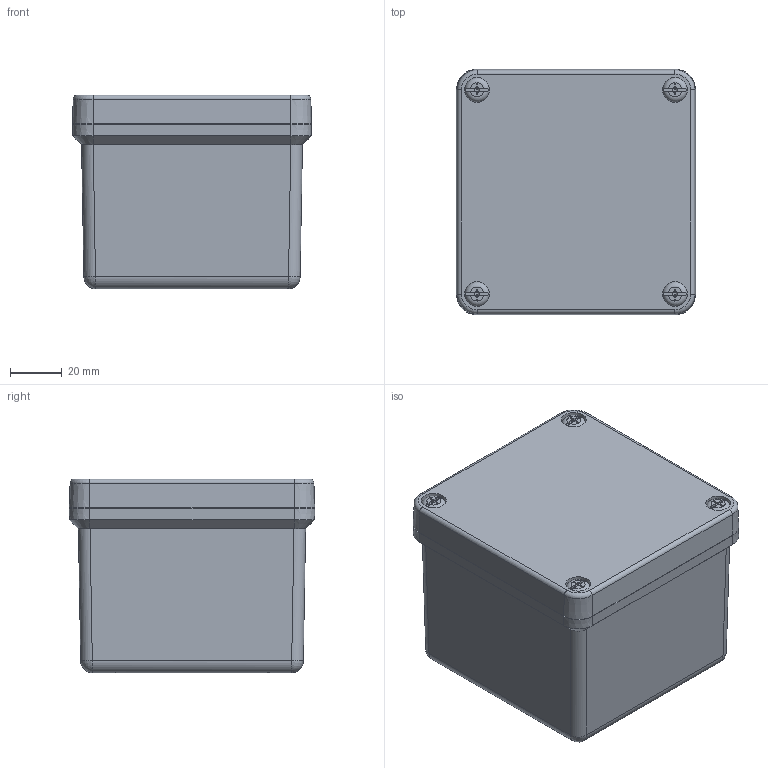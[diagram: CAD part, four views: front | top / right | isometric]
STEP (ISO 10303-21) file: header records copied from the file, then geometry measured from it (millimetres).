
FILE_DESCRIPTION(/* description */ (''),/* implementation_level */ '2;1');
FILE_NAME(/* name */ 'HW-N4X332.stp',/* time_stamp */ '2014-03-12T09:15:24-05:00',/* author */ ('tburkle'),/* organization */ (''),/* preprocessor_version */ 'ST-DEVELOPER v15.2',/* originating_system */ 'Autodesk Inventor 2014',/* authorisation */ '');
FILE_SCHEMA (('AUTOMOTIVE_DESIGN { 1 0 10303 214 3 1 1 }'));
Length unit declared in the file: inch
Products named in the file (7): WPCF332 BOX; 10-24 X 0.4375 DP BRASS INSERT; WPCF332 CVR; WPCF332 GASKET; WPN332U; 10-24x0.75 DP combo screw; CF332_STP
Bounding box: 92.08 x 94.52 x 74.63 mm (x, y, z)
Volume: 176761.2 mm3; surface area: 95747.4 mm2
Topology: 11 solids, 11 shells, 353 faces, 888 edges, 568 vertices
Faces by surface type: plane 153, cylinder 108, cone 40, torus 40, bspline 12
Full cylindrical faces by diameter (mm): 3.683 x4, 4.496 x4, 4.826 x4, 5.537 x4, 5.556 x8, 9.423 x4, 9.525 x4
Entity records: 8761 total; most frequent: CARTESIAN_POINT 2100, DIRECTION 1488, ORIENTED_EDGE 1272, EDGE_CURVE 636, AXIS2_PLACEMENT_3D 602, VERTEX_POINT 420, EDGE_LOOP 320, CIRCLE 288
